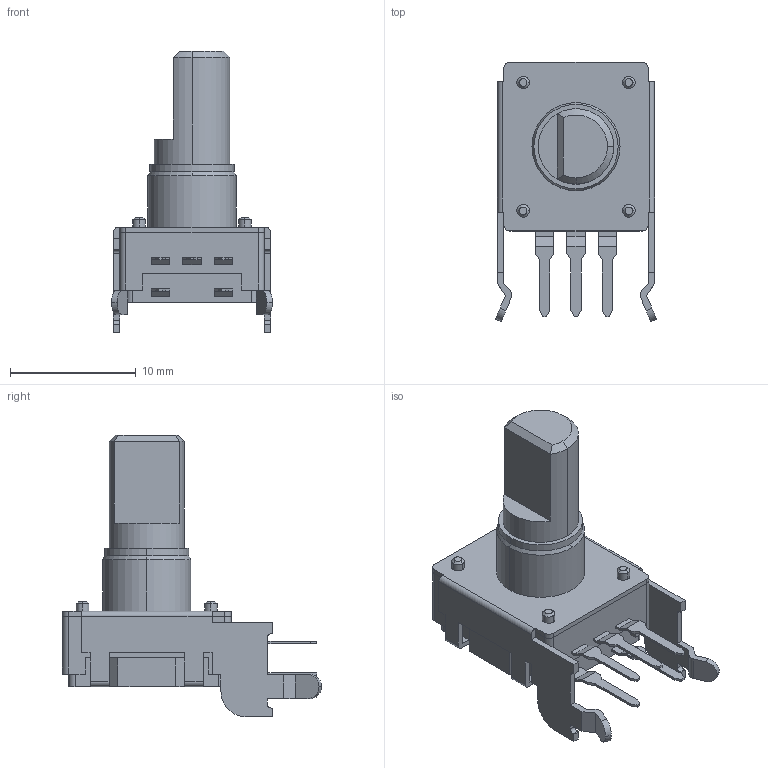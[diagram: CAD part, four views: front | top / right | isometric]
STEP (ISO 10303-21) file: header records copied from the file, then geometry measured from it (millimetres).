
FILE_DESCRIPTION (( 'STEP AP214' ), '1' );
FILE_NAME ('PEC12R-2220F-S0024.STEP', '2021-10-02T21:35:45', ( '' ), ( '' ), 'SwSTEP 2.0', 'SolidWorks 2017', '' );
FILE_SCHEMA (( 'AUTOMOTIVE_DESIGN' ));
Length unit declared in the file: millimetre
Products named in the file (1): PEC12R-2220F-S0024
Bounding box: 12.82 x 20.6 x 22.4 mm (x, y, z)
Volume: 1379.7 mm3; surface area: 2029.1 mm2
Topology: 13 solids, 13 shells, 298 faces, 786 edges, 515 vertices
Faces by surface type: plane 230, cylinder 50, cone 18
Entity records: 9238 total; most frequent: CARTESIAN_POINT 1606, ORIENTED_EDGE 1572, DIRECTION 1502, EDGE_CURVE 786, VECTOR 664, LINE 664, VERTEX_POINT 515, AXIS2_PLACEMENT_3D 419
